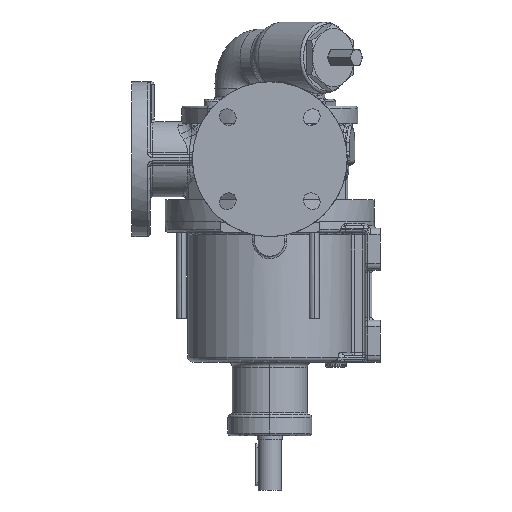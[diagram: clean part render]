
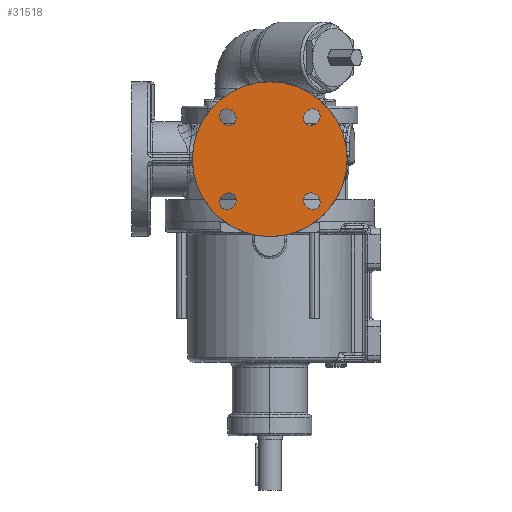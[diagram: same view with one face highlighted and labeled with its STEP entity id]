
A CAD part, left-side view. The second image highlights one B-rep face of the part: STEP entity #31518.
In plain terms, the highlighted planar face has unit normal (-1, 0, 0).
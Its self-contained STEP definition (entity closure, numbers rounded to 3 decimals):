
#2296=CARTESIAN_POINT('',(-165.,0.,75.5));
#2297=DIRECTION('',(-1.,0.,0.));
#2298=DIRECTION('',(0.,0.,1.));
#2299=AXIS2_PLACEMENT_3D('',#2296,#2297,#2298);
#2480=CARTESIAN_POINT('',(-165.,-51.265,24.235));
#2481=DIRECTION('',(-1.,0.,0.));
#2482=DIRECTION('',(0.,0.707,-0.707));
#2483=AXIS2_PLACEMENT_3D('',#2480,#2481,#2482);
#2485=DIRECTION('',(0.,0.707,0.707));
#2486=VECTOR('',#2485,3.);
#2487=CARTESIAN_POINT('',(-165.,-57.629,30.599));
#2488=LINE('',#2487,#2486);
#2489=CARTESIAN_POINT('',(-165.,-49.144,26.356));
#2490=DIRECTION('',(-1.,0.,0.));
#2491=DIRECTION('',(0.,-0.707,0.707));
#2492=AXIS2_PLACEMENT_3D('',#2489,#2490,#2491);
#2494=DIRECTION('',(0.,-0.707,-0.707));
#2495=VECTOR('',#2494,3.);
#2496=CARTESIAN_POINT('',(-165.,-42.78,19.992));
#2497=LINE('',#2496,#2495);
#2498=CARTESIAN_POINT('',(-165.,-51.265,126.765));
#2499=DIRECTION('',(-1.,0.,0.));
#2500=DIRECTION('',(0.,-0.707,-0.707));
#2501=AXIS2_PLACEMENT_3D('',#2498,#2499,#2500);
#2503=DIRECTION('',(0.,0.707,-0.707));
#2504=VECTOR('',#2503,3.);
#2505=CARTESIAN_POINT('',(-165.,-44.901,133.129));
#2506=LINE('',#2505,#2504);
#2507=CARTESIAN_POINT('',(-165.,-49.144,124.644));
#2508=DIRECTION('',(-1.,0.,0.));
#2509=DIRECTION('',(0.,0.707,0.707));
#2510=AXIS2_PLACEMENT_3D('',#2507,#2508,#2509);
#2512=DIRECTION('',(0.,-0.707,0.707));
#2513=VECTOR('',#2512,3.);
#2514=CARTESIAN_POINT('',(-165.,-55.508,118.28));
#2515=LINE('',#2514,#2513);
#2516=CARTESIAN_POINT('',(-165.,51.265,126.765));
#2517=DIRECTION('',(-1.,0.,0.));
#2518=DIRECTION('',(0.,-0.707,0.707));
#2519=AXIS2_PLACEMENT_3D('',#2516,#2517,#2518);
#2521=DIRECTION('',(0.,-0.707,-0.707));
#2522=VECTOR('',#2521,3.);
#2523=CARTESIAN_POINT('',(-165.,57.629,120.401));
#2524=LINE('',#2523,#2522);
#2525=CARTESIAN_POINT('',(-165.,49.144,124.644));
#2526=DIRECTION('',(-1.,0.,0.));
#2527=DIRECTION('',(0.,0.707,-0.707));
#2528=AXIS2_PLACEMENT_3D('',#2525,#2526,#2527);
#2530=DIRECTION('',(0.,0.707,0.707));
#2531=VECTOR('',#2530,3.);
#2532=CARTESIAN_POINT('',(-165.,42.78,131.008));
#2533=LINE('',#2532,#2531);
#2534=CARTESIAN_POINT('',(-165.,51.265,24.235));
#2535=DIRECTION('',(-1.,0.,0.));
#2536=DIRECTION('',(0.,0.707,0.707));
#2537=AXIS2_PLACEMENT_3D('',#2534,#2535,#2536);
#2539=DIRECTION('',(0.,-0.707,0.707));
#2540=VECTOR('',#2539,3.);
#2541=CARTESIAN_POINT('',(-165.,44.901,17.871));
#2542=LINE('',#2541,#2540);
#2543=CARTESIAN_POINT('',(-165.,49.144,26.356));
#2544=DIRECTION('',(-1.,0.,0.));
#2545=DIRECTION('',(0.,-0.707,-0.707));
#2546=AXIS2_PLACEMENT_3D('',#2543,#2544,#2545);
#2548=DIRECTION('',(0.,0.707,-0.707));
#2549=VECTOR('',#2548,3.);
#2550=CARTESIAN_POINT('',(-165.,55.508,32.72));
#2551=LINE('',#2550,#2549);
#2552=CARTESIAN_POINT('',(-165.,0.,75.5));
#2553=DIRECTION('',(-1.,0.,0.));
#2554=DIRECTION('',(0.,0.,-1.));
#2555=AXIS2_PLACEMENT_3D('',#2552,#2553,#2554);
#21393=CARTESIAN_POINT('',(-165.,0.,-17.));
#21394=CARTESIAN_POINT('',(-165.,0.,168.));
#21395=VERTEX_POINT('',#21393);
#21396=VERTEX_POINT('',#21394);
#22072=CARTESIAN_POINT('',(-165.,-44.901,17.871));
#22073=CARTESIAN_POINT('',(-165.,-57.629,30.599));
#22074=VERTEX_POINT('',#22072);
#22075=VERTEX_POINT('',#22073);
#22076=CARTESIAN_POINT('',(-165.,-55.508,32.72));
#22077=VERTEX_POINT('',#22076);
#22078=CARTESIAN_POINT('',(-165.,-42.78,19.992));
#22079=VERTEX_POINT('',#22078);
#22088=CARTESIAN_POINT('',(-165.,-57.629,120.401));
#22089=CARTESIAN_POINT('',(-165.,-44.901,133.129));
#22090=VERTEX_POINT('',#22088);
#22091=VERTEX_POINT('',#22089);
#22092=CARTESIAN_POINT('',(-165.,-42.78,131.008));
#22093=VERTEX_POINT('',#22092);
#22094=CARTESIAN_POINT('',(-165.,-55.508,118.28));
#22095=VERTEX_POINT('',#22094);
#22104=CARTESIAN_POINT('',(-165.,44.901,133.129));
#22105=CARTESIAN_POINT('',(-165.,57.629,120.401));
#22106=VERTEX_POINT('',#22104);
#22107=VERTEX_POINT('',#22105);
#22108=CARTESIAN_POINT('',(-165.,55.508,118.28));
#22109=VERTEX_POINT('',#22108);
#22110=CARTESIAN_POINT('',(-165.,42.78,131.008));
#22111=VERTEX_POINT('',#22110);
#22112=CARTESIAN_POINT('',(-165.,57.629,30.599));
#22113=CARTESIAN_POINT('',(-165.,44.901,17.871));
#22114=VERTEX_POINT('',#22112);
#22115=VERTEX_POINT('',#22113);
#22116=CARTESIAN_POINT('',(-165.,42.78,19.992));
#22117=VERTEX_POINT('',#22116);
#22118=CARTESIAN_POINT('',(-165.,55.508,32.72));
#22119=VERTEX_POINT('',#22118);
#31468=CARTESIAN_POINT('',(-165.,0.,75.5));
#31469=DIRECTION('',(-1.,0.,0.));
#31470=DIRECTION('',(0.,1.,0.));
#31471=AXIS2_PLACEMENT_3D('',#31468,#31469,#31470);
#31472=PLANE('',#31471);
#31474=ORIENTED_EDGE('',*,*,#31473,.F.);
#31475=ORIENTED_EDGE('',*,*,#31440,.F.);
#31476=EDGE_LOOP('',(#31474,#31475));
#31477=FACE_OUTER_BOUND('',#31476,.F.);
#31479=ORIENTED_EDGE('',*,*,#31478,.T.);
#31481=ORIENTED_EDGE('',*,*,#31480,.T.);
#31483=ORIENTED_EDGE('',*,*,#31482,.T.);
#31485=ORIENTED_EDGE('',*,*,#31484,.T.);
#31486=EDGE_LOOP('',(#31479,#31481,#31483,#31485));
#31487=FACE_BOUND('',#31486,.F.);
#31489=ORIENTED_EDGE('',*,*,#31488,.T.);
#31491=ORIENTED_EDGE('',*,*,#31490,.T.);
#31493=ORIENTED_EDGE('',*,*,#31492,.T.);
#31495=ORIENTED_EDGE('',*,*,#31494,.T.);
#31496=EDGE_LOOP('',(#31489,#31491,#31493,#31495));
#31497=FACE_BOUND('',#31496,.F.);
#31499=ORIENTED_EDGE('',*,*,#31498,.T.);
#31501=ORIENTED_EDGE('',*,*,#31500,.T.);
#31503=ORIENTED_EDGE('',*,*,#31502,.T.);
#31505=ORIENTED_EDGE('',*,*,#31504,.T.);
#31506=EDGE_LOOP('',(#31499,#31501,#31503,#31505));
#31507=FACE_BOUND('',#31506,.F.);
#31509=ORIENTED_EDGE('',*,*,#31508,.T.);
#31511=ORIENTED_EDGE('',*,*,#31510,.T.);
#31513=ORIENTED_EDGE('',*,*,#31512,.T.);
#31515=ORIENTED_EDGE('',*,*,#31514,.T.);
#31516=EDGE_LOOP('',(#31509,#31511,#31513,#31515));
#31517=FACE_BOUND('',#31516,.F.);
#31518=ADVANCED_FACE('',(#31477,#31487,#31497,#31507,#31517),#31472,.T.);
#2300=CIRCLE('',#2299,92.5);
#2484=CIRCLE('',#2483,9.);
#2493=CIRCLE('',#2492,9.);
#2502=CIRCLE('',#2501,9.);
#2511=CIRCLE('',#2510,9.);
#2520=CIRCLE('',#2519,9.);
#2529=CIRCLE('',#2528,9.);
#2538=CIRCLE('',#2537,9.);
#2547=CIRCLE('',#2546,9.);
#2556=CIRCLE('',#2555,92.5);
#31440=EDGE_CURVE('',#21396,#21395,#2300,.T.);
#31473=EDGE_CURVE('',#21395,#21396,#2556,.T.);
#31478=EDGE_CURVE('',#22074,#22075,#2484,.T.);
#31480=EDGE_CURVE('',#22075,#22077,#2488,.T.);
#31482=EDGE_CURVE('',#22077,#22079,#2493,.T.);
#31484=EDGE_CURVE('',#22079,#22074,#2497,.T.);
#31488=EDGE_CURVE('',#22090,#22091,#2502,.T.);
#31490=EDGE_CURVE('',#22091,#22093,#2506,.T.);
#31492=EDGE_CURVE('',#22093,#22095,#2511,.T.);
#31494=EDGE_CURVE('',#22095,#22090,#2515,.T.);
#31498=EDGE_CURVE('',#22106,#22107,#2520,.T.);
#31500=EDGE_CURVE('',#22107,#22109,#2524,.T.);
#31502=EDGE_CURVE('',#22109,#22111,#2529,.T.);
#31504=EDGE_CURVE('',#22111,#22106,#2533,.T.);
#31508=EDGE_CURVE('',#22114,#22115,#2538,.T.);
#31510=EDGE_CURVE('',#22115,#22117,#2542,.T.);
#31512=EDGE_CURVE('',#22117,#22119,#2547,.T.);
#31514=EDGE_CURVE('',#22119,#22114,#2551,.T.);
